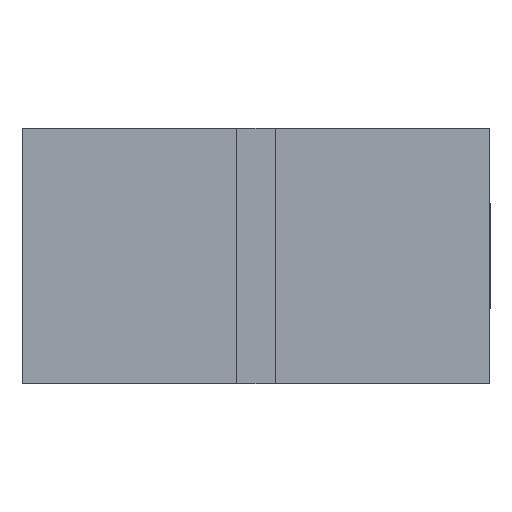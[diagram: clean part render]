
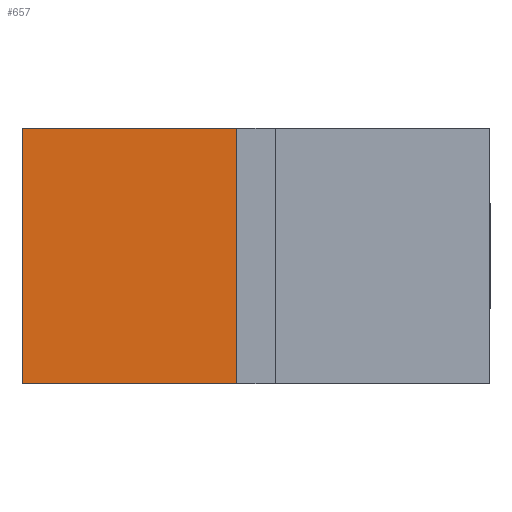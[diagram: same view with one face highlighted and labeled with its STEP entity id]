
A CAD part, left-side view. The second image highlights one B-rep face of the part: STEP entity #657.
In plain terms, the highlighted free-form (B-spline) face has degree [1, 1] with [2, 2] control points.
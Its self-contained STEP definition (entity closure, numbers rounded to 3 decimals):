
#271 = VERTEX_POINT('',#272);
#272 = CARTESIAN_POINT('',(-81.979,29.089,
    15.867));
#277 = EDGE_CURVE('',#271,#278,#280,.T.);
#278 = VERTEX_POINT('',#279);
#279 = CARTESIAN_POINT('',(-81.979,2.38,
    15.867));
#280 = B_SPLINE_CURVE_WITH_KNOTS('',1,(#281,#282),.UNSPECIFIED.,.F.,.F.,
  (2,2),(0.,25.25),.PIECEWISE_BEZIER_KNOTS.);
#281 = CARTESIAN_POINT('',(-81.979,29.089,
    15.867));
#282 = CARTESIAN_POINT('',(-81.979,2.38,
    15.867));
#566 = VERTEX_POINT('',#567);
#567 = CARTESIAN_POINT('',(-81.979,2.38,
    -15.867));
#572 = EDGE_CURVE('',#573,#566,#575,.T.);
#573 = VERTEX_POINT('',#574);
#574 = CARTESIAN_POINT('',(-81.979,29.089,
    -15.867));
#575 = B_SPLINE_CURVE_WITH_KNOTS('',1,(#576,#577),.UNSPECIFIED.,.F.,.F.,
  (2,2),(0.,25.25),.PIECEWISE_BEZIER_KNOTS.);
#576 = CARTESIAN_POINT('',(-81.979,29.089,
    -15.867));
#577 = CARTESIAN_POINT('',(-81.979,2.38,
    -15.867));
#646 = EDGE_CURVE('',#271,#573,#647,.T.);
#647 = B_SPLINE_CURVE_WITH_KNOTS('',1,(#648,#649),.UNSPECIFIED.,.F.,.F.,
  (2,2),(-0.,30.),.PIECEWISE_BEZIER_KNOTS.);
#648 = CARTESIAN_POINT('',(-81.979,29.089,
    15.867));
#649 = CARTESIAN_POINT('',(-81.979,29.089,
    -15.867));
#657 = ADVANCED_FACE('',(#658),#668,.F.);
#658 = FACE_BOUND('',#659,.T.);
#659 = EDGE_LOOP('',(#660,#661,#666,#667));
#660 = ORIENTED_EDGE('',*,*,#572,.T.);
#661 = ORIENTED_EDGE('',*,*,#662,.F.);
#662 = EDGE_CURVE('',#278,#566,#663,.T.);
#663 = B_SPLINE_CURVE_WITH_KNOTS('',1,(#664,#665),.UNSPECIFIED.,.F.,.F.,
  (2,2),(-0.,30.),.PIECEWISE_BEZIER_KNOTS.);
#664 = CARTESIAN_POINT('',(-81.979,2.38,
    15.867));
#665 = CARTESIAN_POINT('',(-81.979,2.38,
    -15.867));
#666 = ORIENTED_EDGE('',*,*,#277,.F.);
#667 = ORIENTED_EDGE('',*,*,#646,.T.);
#668 = B_SPLINE_SURFACE_WITH_KNOTS('',1,1,(
    (#669,#670)
    ,(#671,#672
    )),.UNSPECIFIED.,.F.,.F.,.F.,(2,2),(2,2),(-0.,30.),(-25.25,0.),
  .PIECEWISE_BEZIER_KNOTS.);
#669 = CARTESIAN_POINT('',(-81.979,2.38,
    15.867));
#670 = CARTESIAN_POINT('',(-81.979,29.089,
    15.867));
#671 = CARTESIAN_POINT('',(-81.979,2.38,
    -15.867));
#672 = CARTESIAN_POINT('',(-81.979,29.089,
    -15.867));
